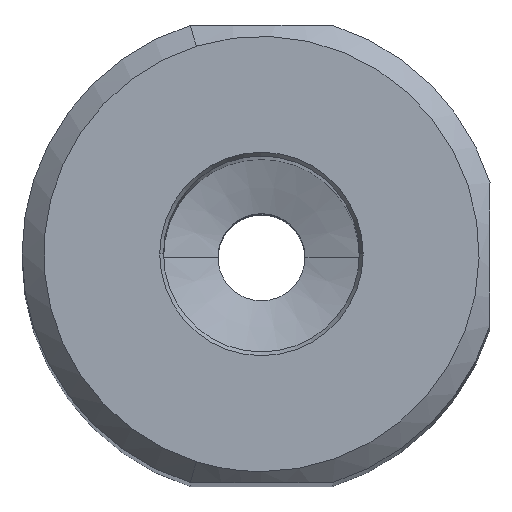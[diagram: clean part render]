
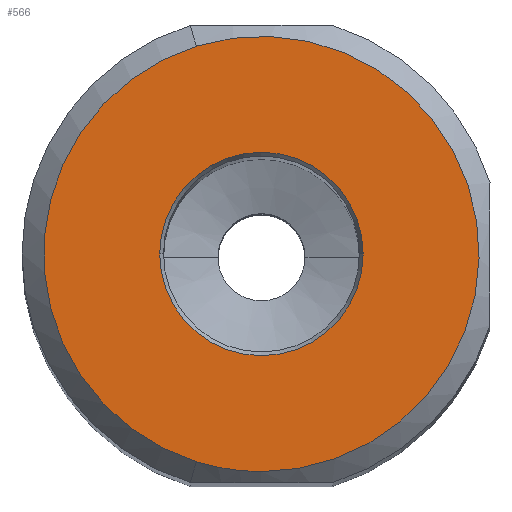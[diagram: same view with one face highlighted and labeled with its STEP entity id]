
A CAD part, top view. The second image highlights one B-rep face of the part: STEP entity #566.
In plain terms, the highlighted planar face has unit normal (0, 0, 1).
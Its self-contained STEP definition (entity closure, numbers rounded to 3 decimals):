
#566=ADVANCED_FACE('',(#694,#695),#646,.T.);
#646=PLANE('',#2026);
#694=FACE_BOUND('',#744,.T.);
#695=FACE_BOUND('',#745,.T.);
#744=EDGE_LOOP('',(#1009,#1010,#1011));
#745=EDGE_LOOP('',(#1012,#1013));
#1009=ORIENTED_EDGE('',*,*,#1538,.F.);
#1010=ORIENTED_EDGE('',*,*,#1536,.F.);
#1011=ORIENTED_EDGE('',*,*,#1535,.F.);
#1012=ORIENTED_EDGE('',*,*,#1592,.F.);
#1013=ORIENTED_EDGE('',*,*,#1591,.F.);
#1367=VERTEX_POINT('',#3002);
#1368=VERTEX_POINT('',#3004);
#1369=VERTEX_POINT('',#3006);
#1399=VERTEX_POINT('',#3386);
#1400=VERTEX_POINT('',#3388);
#1535=EDGE_CURVE('',#1367,#1368,#1761,.T.);
#1536=EDGE_CURVE('',#1368,#1369,#1762,.T.);
#1538=EDGE_CURVE('',#1369,#1367,#1763,.T.);
#1591=EDGE_CURVE('',#1400,#1399,#1783,.T.);
#1592=EDGE_CURVE('',#1399,#1400,#1784,.T.);
#1761=CIRCLE('',#1980,10.);
#1762=CIRCLE('',#1981,10.);
#1763=CIRCLE('',#1983,10.);
#1783=CIRCLE('',#2023,4.673);
#1784=CIRCLE('',#2025,4.673);
#1980=AXIS2_PLACEMENT_3D('',#3003,#2252,#2253);
#1981=AXIS2_PLACEMENT_3D('',#3005,#2254,#2255);
#1983=AXIS2_PLACEMENT_3D('',#3009,#2259,#2260);
#2023=AXIS2_PLACEMENT_3D('',#3389,#2360,#2361);
#2025=AXIS2_PLACEMENT_3D('',#3391,#2364,#2365);
#2026=AXIS2_PLACEMENT_3D('',#3392,#2366,#2367);
#2252=DIRECTION('',(0.,0.,-1.));
#2253=DIRECTION('',(-0.298,0.955,0.));
#2254=DIRECTION('',(0.,0.,-1.));
#2255=DIRECTION('',(0.,-1.,0.));
#2259=DIRECTION('',(0.,0.,-1.));
#2260=DIRECTION('',(-0.298,-0.955,0.));
#2360=DIRECTION('',(0.,0.,1.));
#2361=DIRECTION('',(-1.,0.,0.));
#2364=DIRECTION('',(0.,0.,1.));
#2365=DIRECTION('',(1.,0.,0.));
#2366=DIRECTION('',(0.,0.,1.));
#2367=DIRECTION('',(1.,0.,0.));
#3002=CARTESIAN_POINT('',(-2.981,9.545,0.));
#3003=CARTESIAN_POINT('',(0.,0.,0.));
#3004=CARTESIAN_POINT('',(0.,-10.,0.));
#3005=CARTESIAN_POINT('',(0.,0.,0.));
#3006=CARTESIAN_POINT('',(-2.981,-9.545,0.));
#3009=CARTESIAN_POINT('',(0.,0.,0.));
#3386=CARTESIAN_POINT('',(4.673,0.,0.));
#3388=CARTESIAN_POINT('',(-4.673,0.,0.));
#3389=CARTESIAN_POINT('',(0.,0.,0.));
#3391=CARTESIAN_POINT('',(0.,0.,0.));
#3392=CARTESIAN_POINT('',(-0.006,0.005,0.));
